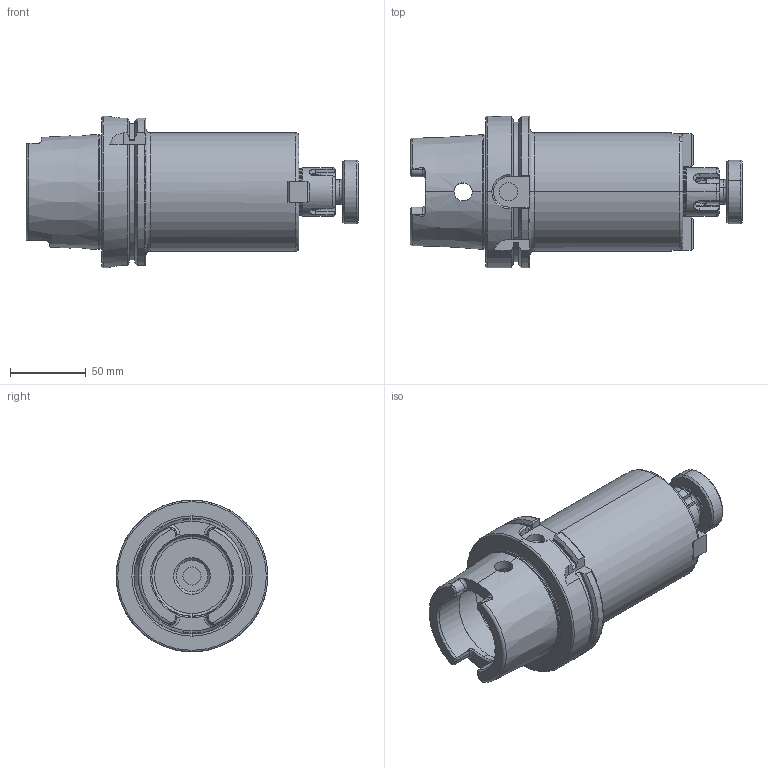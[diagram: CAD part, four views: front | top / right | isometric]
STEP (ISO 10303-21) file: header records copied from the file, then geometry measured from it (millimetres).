
FILE_DESCRIPTION (( 'STEP AP203' ), '1' );
FILE_NAME ('91100A-AS532130.STEP', '2017-09-01T09:03:37', ( '' ), ( '' ), 'SwSTEP 2.0', 'SolidWorks 2009', '' );
FILE_SCHEMA (( 'CONFIG_CONTROL_DESIGN' ));
Length unit declared in the file: millimetre
Products named in the file (7): HSKA100SMS32130TCWW; KEY 14x22x14 - 32; 91100A-AS532130; CCS-M16-32; CCS-M16-32-2; AS-M6X20._PreviewCfg
Assembly tree (8 placements, depth 3):
  91100A-AS532130
    KEY 14x22x14 - 32  x2
    CCS-M16-32
      CCS-M16-32-2
      CCS-M16-32
    HSKA100SMS32130TCWW
    AS-M6X20._PreviewCfg  x2
Bounding box: 219 x 100 x 100 mm (x, y, z)
Volume: 758987.7 mm3; surface area: 95475.6 mm2
Topology: 7 solids, 7 shells, 389 faces, 948 edges, 572 vertices
Faces by surface type: plane 148, cylinder 104, cone 70, torus 49, bspline 10, sphere 8
Entity records: 12899 total; most frequent: CARTESIAN_POINT 4137, ORIENTED_EDGE 1680, DIRECTION 1673, EDGE_CURVE 840, AXIS2_PLACEMENT_3D 664, VERTEX_POINT 515, EDGE_LOOP 369, VECTOR 345
